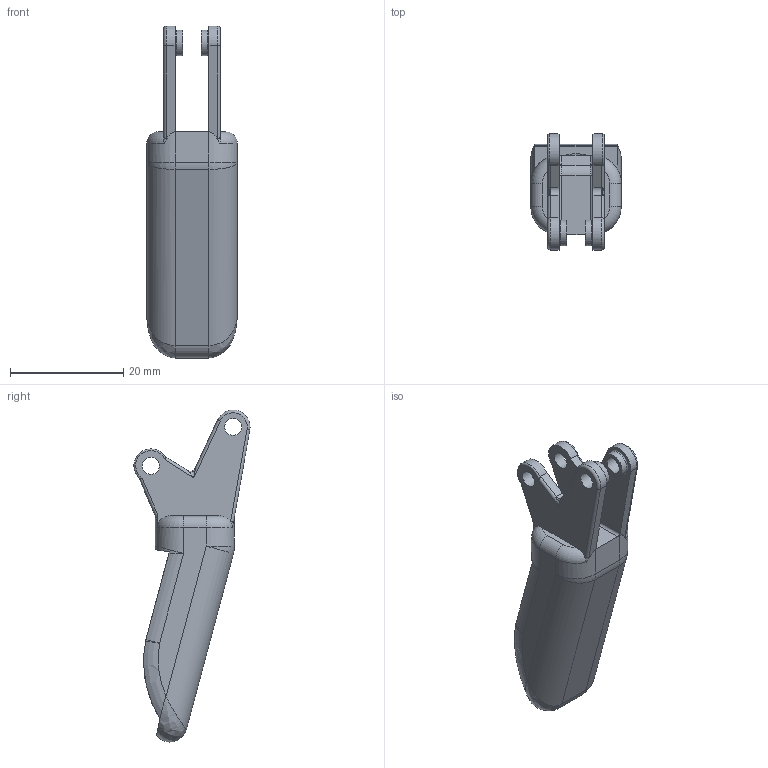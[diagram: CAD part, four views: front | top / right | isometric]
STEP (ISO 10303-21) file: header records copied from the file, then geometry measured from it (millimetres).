
FILE_DESCRIPTION(/* description */ (''),/* implementation_level */ '2;1');
FILE_NAME(/* name */ 'Thumb distal phalanx.stp',/* time_stamp */ '2020-08-20T18:28:45+01:00',/* author */ ('ferrerx'),/* organization */ (''),/* preprocessor_version */ 'ST-DEVELOPER v18',/* originating_system */ 'Autodesk Inventor 2020',/* authorisation */ '');
FILE_SCHEMA (('AUTOMOTIVE_DESIGN { 1 0 10303 214 3 1 1 }'));
Length unit declared in the file: millimetre
Products named in the file (1): Thumb distal phalanx
Bounding box: 16 x 20.52 x 58.67 mm (x, y, z)
Volume: 6753.4 mm3; surface area: 3327.4 mm2
Topology: 1 solids, 1 shells, 96 faces, 243 edges, 146 vertices
Faces by surface type: cylinder 40, plane 28, torus 14, bspline 10, sphere 4
Full cylindrical faces by diameter (mm): 3 x4, 4.5 x2, 5 x1
Entity records: 4106 total; most frequent: CARTESIAN_POINT 1797, DIRECTION 485, ORIENTED_EDGE 474, EDGE_CURVE 237, AXIS2_PLACEMENT_3D 196, VERTEX_POINT 146, EDGE_LOOP 107, FACE_OUTER_BOUND 96
